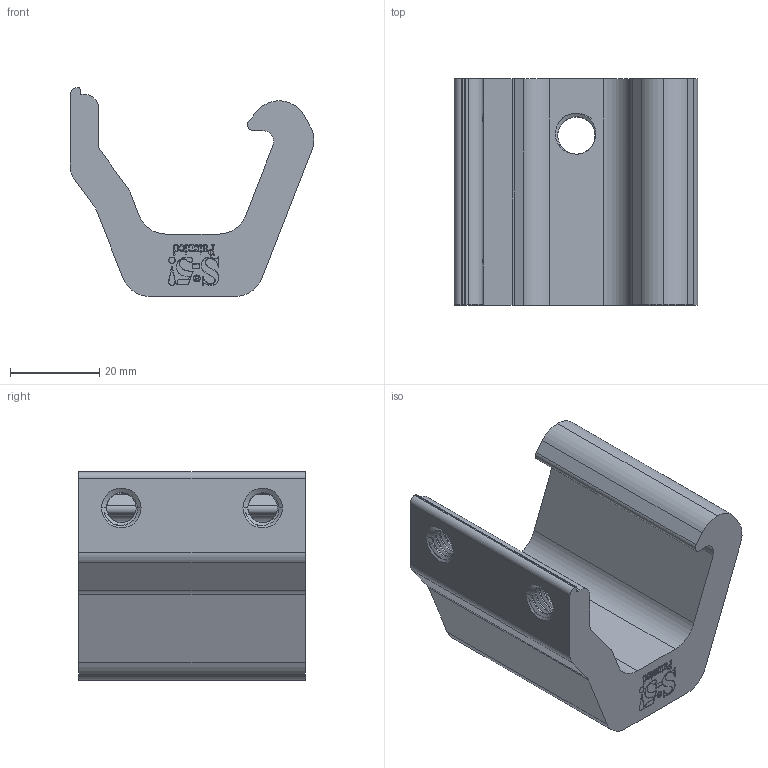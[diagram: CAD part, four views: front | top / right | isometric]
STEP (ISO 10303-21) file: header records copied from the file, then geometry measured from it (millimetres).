
FILE_DESCRIPTION (( 'STEP AP203' ), '1' );
FILE_NAME ('S-5-K Grip Snow.STEP', '2016-12-07T21:58:43', ( '' ), ( '' ), 'SwSTEP 2.0', 'SolidWorks 2017', '' );
FILE_SCHEMA (( 'CONFIG_CONTROL_DESIGN' ));
Length unit declared in the file: metre
Products named in the file (1): S-5-K Grip Snow
Bounding box: 54.63 x 50.8 x 46.88 mm (x, y, z)
Volume: 49856.5 mm3; surface area: 14222.5 mm2
Topology: 1 solids, 1 shells, 660 faces, 1879 edges, 1262 vertices
Faces by surface type: plane 295, bspline 260, cylinder 100, cone 5
Entity records: 36037 total; most frequent: CARTESIAN_POINT 20961, ORIENTED_EDGE 3758, DIRECTION 2023, EDGE_CURVE 1879, VERTEX_POINT 1262, LINE 1097, VECTOR 1097, EDGE_LOOP 707
